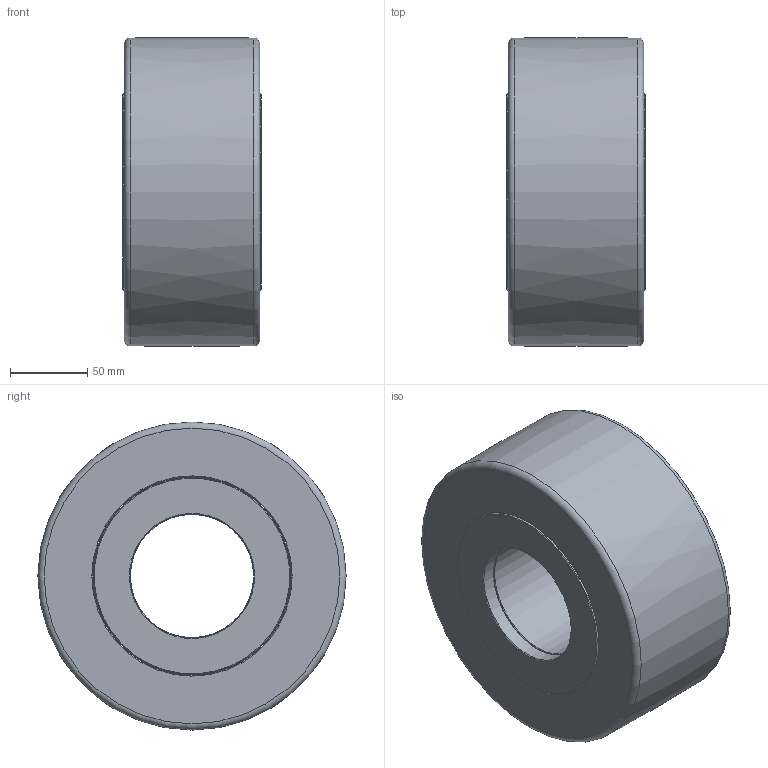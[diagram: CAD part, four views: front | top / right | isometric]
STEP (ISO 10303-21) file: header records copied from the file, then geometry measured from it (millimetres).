
FILE_DESCRIPTION(/* description */ ('-'),/* implementation_level */ '2;1');
FILE_NAME(/* name */ 'SR 080.200.stp',/* time_stamp */ '2022-07-21T15:29:09+02:00',/* author */ ('hipp'),/* organization */ (''),/* preprocessor_version */ 'ST-DEVELOPER v18.1',/* originating_system */ 'Autodesk Inventor 2020',/* authorisation */ '');
FILE_SCHEMA (('AUTOMOTIVE_DESIGN { 1 0 10303 214 3 1 1 }'));
Length unit declared in the file: millimetre
Products named in the file (1): SR 080.200_Kontur
Bounding box: 90 x 200 x 199.99 mm (x, y, z)
Volume: 1807500.4 mm3; surface area: 220492.3 mm2
Topology: 2 solids, 2 shells, 45 faces, 102 edges, 68 vertices
Faces by surface type: cone 18, cylinder 12, plane 12, torus 2, bspline 1
Full cylindrical faces by diameter (mm): 5 x1, 80 x1, 80.2 x2, 106 x1, 128 x2, 129 x3, 146 x2
Entity records: 1491 total; most frequent: CARTESIAN_POINT 310, DIRECTION 255, ORIENTED_EDGE 204, AXIS2_PLACEMENT_3D 112, EDGE_CURVE 102, VERTEX_POINT 68, CIRCLE 67, EDGE_LOOP 58
